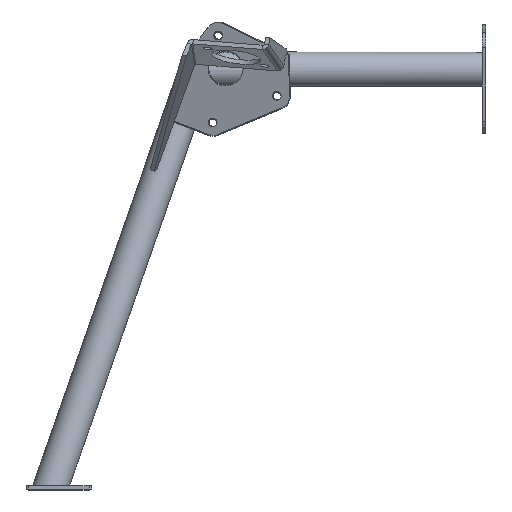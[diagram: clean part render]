
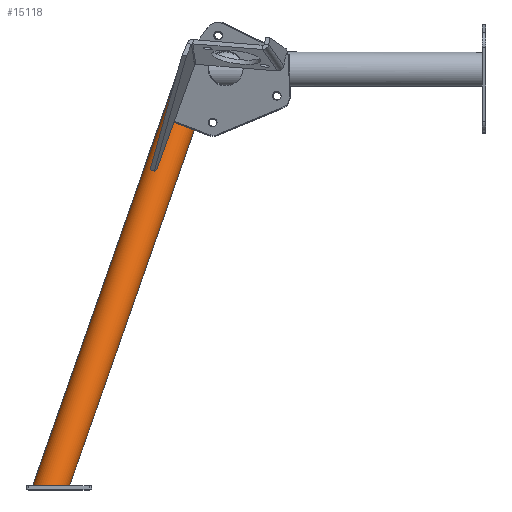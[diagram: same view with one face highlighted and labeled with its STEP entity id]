
A CAD part, top view. The second image highlights one B-rep face of the part: STEP entity #15118.
In plain terms, the highlighted cylindrical face has radius 20 mm (diameter 40 mm), a partial arc.
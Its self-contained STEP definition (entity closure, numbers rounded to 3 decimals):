
#14901=CARTESIAN_POINT('',(193.234,539.772,-380.214));
#14902=CARTESIAN_POINT('',(193.738,540.157,-377.738));
#14903=CARTESIAN_POINT('',(195.443,539.926,-372.8));
#14904=CARTESIAN_POINT('',(199.574,536.861,-366.581));
#14905=CARTESIAN_POINT('',(204.908,531.332,-362.032));
#14906=CARTESIAN_POINT('',(209.127,525.985,-360.657));
#14907=CARTESIAN_POINT('',(211.241,523.013,-360.625));
#14908=B_SPLINE_CURVE_WITH_KNOTS('',3,(#14901,#14902,#14903,#14904,#14905,#14906,#14907),.UNSPECIFIED.,.F.,.F.,(4,1,1,1,4),(0.,0.25,0.5,0.75,1.),.UNSPECIFIED.);
#14909=CARTESIAN_POINT('',(211.241,523.013,-360.625));
#14910=CARTESIAN_POINT('',(213.233,520.212,-360.595));
#14911=CARTESIAN_POINT('',(216.821,514.662,-361.691));
#14912=CARTESIAN_POINT('',(220.591,507.336,-366.188));
#14913=CARTESIAN_POINT('',(222.216,502.115,-372.832));
#14914=CARTESIAN_POINT('',(221.826,500.58,-377.523));
#14915=CARTESIAN_POINT('',(221.366,500.228,-379.786));
#14916=B_SPLINE_CURVE_WITH_KNOTS('',3,(#14909,#14910,#14911,#14912,#14913,#14914,#14915),.UNSPECIFIED.,.F.,.F.,(4,1,1,1,4),(0.,0.25,0.5,0.75,1.),.UNSPECIFIED.);
#14917=DIRECTION('',(-0.323,-0.923,0.209));
#14918=VECTOR('',#14917,496.56);
#14919=CARTESIAN_POINT('',(221.366,500.228,-379.786));
#14920=LINE('',#14919,#14918);
#14933=CARTESIAN_POINT('',(18.758,42.,-267.317));
#14934=CARTESIAN_POINT('',(19.098,42.,-264.953));
#14935=CARTESIAN_POINT('',(20.733,42.,-260.03));
#14936=CARTESIAN_POINT('',(26.55,42.,-253.868));
#14937=CARTESIAN_POINT('',(34.748,42.,-250.806));
#14938=CARTESIAN_POINT('',(42.7,42.,-251.101));
#14939=CARTESIAN_POINT('',(50.282,42.,-253.966));
#14940=CARTESIAN_POINT('',(57.158,42.,-260.093));
#14941=CARTESIAN_POINT('',(60.923,42.,-268.204));
#14942=CARTESIAN_POINT('',(61.089,42.,-273.494));
#14943=CARTESIAN_POINT('',(60.749,42.,-275.858));
#14944=B_SPLINE_CURVE_WITH_KNOTS('',3,(#14933,#14934,#14935,#14936,#14937,#14938,#14939,#14940,#14941,#14942,#14943),.UNSPECIFIED.,.F.,.F.,(4,1,1,1,1,1,1,1,4),(0.,0.125,0.25,0.375,0.5,0.625,0.75,0.875,1.),.UNSPECIFIED.);
#14945=CARTESIAN_POINT('',(221.366,500.228,-379.786));
#14961=DIRECTION('',(-0.323,-0.923,0.209));
#14962=VECTOR('',#14961,539.411);
#14963=CARTESIAN_POINT('',(193.234,539.772,-380.214));
#14964=LINE('',#14963,#14962);
#15039=CARTESIAN_POINT('',(193.234,539.772,-380.214));
#15040=VERTEX_POINT('',#15039);
#15042=VERTEX_POINT('',#14945);
#15043=VERTEX_POINT('',#14909);
#15044=VERTEX_POINT('',#14933);
#15045=VERTEX_POINT('',#14943);
#15095=EDGE_CURVE('',#15043,#15042,#14916,.T.);
#15097=EDGE_CURVE('',#15040,#15043,#14908,.T.);
#15103=CARTESIAN_POINT('',(37.3,35.,-270.));
#15104=DIRECTION('',(-0.323,-0.923,0.209));
#15105=DIRECTION('',(-0.926,0.355,0.133));
#15106=AXIS2_PLACEMENT_3D('',#15103,#15104,#15105);
#15107=CYLINDRICAL_SURFACE('',#15106,20.);
#15108=EDGE_CURVE('',#15044,#15045,#14944,.T.);
#15109=ORIENTED_EDGE('',*,*,#15108,.F.);
#15110=EDGE_CURVE('',#15040,#15044,#14964,.T.);
#15111=ORIENTED_EDGE('',*,*,#15110,.F.);
#15112=ORIENTED_EDGE('',*,*,#15097,.T.);
#15113=ORIENTED_EDGE('',*,*,#15095,.T.);
#15114=EDGE_CURVE('',#15042,#15045,#14920,.T.);
#15115=ORIENTED_EDGE('',*,*,#15114,.T.);
#15116=EDGE_LOOP('',(#15109,#15111,#15112,#15113,#15115));
#15117=FACE_OUTER_BOUND('',#15116,.F.);
#15118=ADVANCED_FACE('',(#15117),#15107,.T.);
